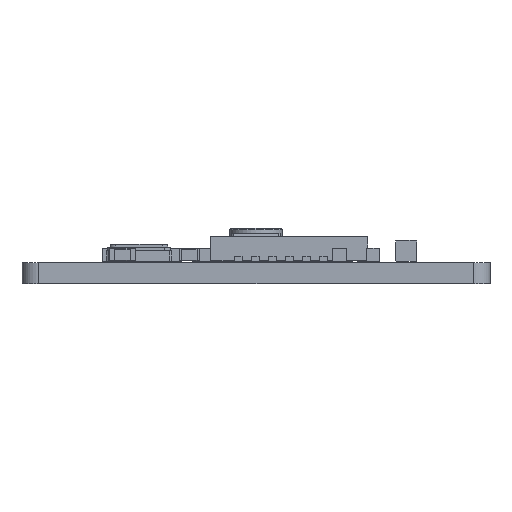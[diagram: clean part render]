
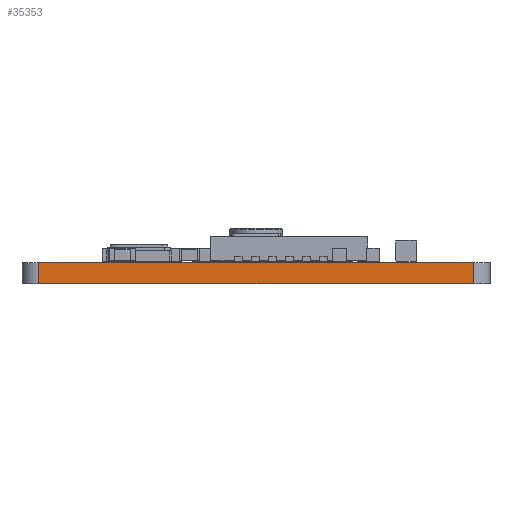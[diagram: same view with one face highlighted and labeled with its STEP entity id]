
A CAD part, left-side view. The second image highlights one B-rep face of the part: STEP entity #35353.
In plain terms, the highlighted planar face has unit normal (-1, 0, 0).
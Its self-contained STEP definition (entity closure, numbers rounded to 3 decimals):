
#35353 = ADVANCED_FACE('',(#35354),#35368,.F.);
#35354 = FACE_BOUND('',#35355,.F.);
#35355 = EDGE_LOOP('',(#35356,#35391,#35419,#35447));
#35356 = ORIENTED_EDGE('',*,*,#35357,.T.);
#35357 = EDGE_CURVE('',#35358,#35360,#35362,.T.);
#35358 = VERTEX_POINT('',#35359);
#35359 = CARTESIAN_POINT('',(-1.27,0.635,0.));
#35360 = VERTEX_POINT('',#35361);
#35361 = CARTESIAN_POINT('',(-1.27,0.635,0.8));
#35362 = SURFACE_CURVE('',#35363,(#35367,#35379),.PCURVE_S1.);
#35363 = LINE('',#35364,#35365);
#35364 = CARTESIAN_POINT('',(-1.27,0.635,0.));
#35365 = VECTOR('',#35366,1.);
#35366 = DIRECTION('',(0.,0.,1.));
#35367 = PCURVE('',#35368,#35373);
#35368 = PLANE('',#35369);
#35369 = AXIS2_PLACEMENT_3D('',#35370,#35371,#35372);
#35370 = CARTESIAN_POINT('',(-1.27,0.635,0.));
#35371 = DIRECTION('',(1.,0.,-0.));
#35372 = DIRECTION('',(0.,-1.,0.));
#35373 = DEFINITIONAL_REPRESENTATION('',(#35374),#35378);
#35374 = LINE('',#35375,#35376);
#35375 = CARTESIAN_POINT('',(0.,0.));
#35376 = VECTOR('',#35377,1.);
#35377 = DIRECTION('',(0.,-1.));
#35378 = ( GEOMETRIC_REPRESENTATION_CONTEXT(2) 
PARAMETRIC_REPRESENTATION_CONTEXT() REPRESENTATION_CONTEXT('2D SPACE',''
  ) );
#35379 = PCURVE('',#35380,#35385);
#35380 = CYLINDRICAL_SURFACE('',#35381,0.635);
#35381 = AXIS2_PLACEMENT_3D('',#35382,#35383,#35384);
#35382 = CARTESIAN_POINT('',(-0.635,0.635,0.));
#35383 = DIRECTION('',(-0.,-0.,-1.));
#35384 = DIRECTION('',(1.,0.,-0.));
#35385 = DEFINITIONAL_REPRESENTATION('',(#35386),#35390);
#35386 = LINE('',#35387,#35388);
#35387 = CARTESIAN_POINT('',(-3.142,0.));
#35388 = VECTOR('',#35389,1.);
#35389 = DIRECTION('',(-0.,-1.));
#35390 = ( GEOMETRIC_REPRESENTATION_CONTEXT(2) 
PARAMETRIC_REPRESENTATION_CONTEXT() REPRESENTATION_CONTEXT('2D SPACE',''
  ) );
#35391 = ORIENTED_EDGE('',*,*,#35392,.T.);
#35392 = EDGE_CURVE('',#35360,#35393,#35395,.T.);
#35393 = VERTEX_POINT('',#35394);
#35394 = CARTESIAN_POINT('',(-1.27,-15.875,0.8));
#35395 = SURFACE_CURVE('',#35396,(#35400,#35407),.PCURVE_S1.);
#35396 = LINE('',#35397,#35398);
#35397 = CARTESIAN_POINT('',(-1.27,0.635,0.8));
#35398 = VECTOR('',#35399,1.);
#35399 = DIRECTION('',(0.,-1.,0.));
#35400 = PCURVE('',#35368,#35401);
#35401 = DEFINITIONAL_REPRESENTATION('',(#35402),#35406);
#35402 = LINE('',#35403,#35404);
#35403 = CARTESIAN_POINT('',(0.,-0.8));
#35404 = VECTOR('',#35405,1.);
#35405 = DIRECTION('',(1.,0.));
#35406 = ( GEOMETRIC_REPRESENTATION_CONTEXT(2) 
PARAMETRIC_REPRESENTATION_CONTEXT() REPRESENTATION_CONTEXT('2D SPACE',''
  ) );
#35407 = PCURVE('',#35408,#35413);
#35408 = PLANE('',#35409);
#35409 = AXIS2_PLACEMENT_3D('',#35410,#35411,#35412);
#35410 = CARTESIAN_POINT('',(13.97,-7.62,0.8));
#35411 = DIRECTION('',(0.,0.,1.));
#35412 = DIRECTION('',(1.,0.,-0.));
#35413 = DEFINITIONAL_REPRESENTATION('',(#35414),#35418);
#35414 = LINE('',#35415,#35416);
#35415 = CARTESIAN_POINT('',(-15.24,8.255));
#35416 = VECTOR('',#35417,1.);
#35417 = DIRECTION('',(0.,-1.));
#35418 = ( GEOMETRIC_REPRESENTATION_CONTEXT(2) 
PARAMETRIC_REPRESENTATION_CONTEXT() REPRESENTATION_CONTEXT('2D SPACE',''
  ) );
#35419 = ORIENTED_EDGE('',*,*,#35420,.F.);
#35420 = EDGE_CURVE('',#35421,#35393,#35423,.T.);
#35421 = VERTEX_POINT('',#35422);
#35422 = CARTESIAN_POINT('',(-1.27,-15.875,0.));
#35423 = SURFACE_CURVE('',#35424,(#35428,#35435),.PCURVE_S1.);
#35424 = LINE('',#35425,#35426);
#35425 = CARTESIAN_POINT('',(-1.27,-15.875,0.));
#35426 = VECTOR('',#35427,1.);
#35427 = DIRECTION('',(0.,0.,1.));
#35428 = PCURVE('',#35368,#35429);
#35429 = DEFINITIONAL_REPRESENTATION('',(#35430),#35434);
#35430 = LINE('',#35431,#35432);
#35431 = CARTESIAN_POINT('',(16.51,0.));
#35432 = VECTOR('',#35433,1.);
#35433 = DIRECTION('',(0.,-1.));
#35434 = ( GEOMETRIC_REPRESENTATION_CONTEXT(2) 
PARAMETRIC_REPRESENTATION_CONTEXT() REPRESENTATION_CONTEXT('2D SPACE',''
  ) );
#35435 = PCURVE('',#35436,#35441);
#35436 = CYLINDRICAL_SURFACE('',#35437,0.635);
#35437 = AXIS2_PLACEMENT_3D('',#35438,#35439,#35440);
#35438 = CARTESIAN_POINT('',(-0.635,-15.875,0.));
#35439 = DIRECTION('',(-0.,-0.,-1.));
#35440 = DIRECTION('',(1.,0.,-0.));
#35441 = DEFINITIONAL_REPRESENTATION('',(#35442),#35446);
#35442 = LINE('',#35443,#35444);
#35443 = CARTESIAN_POINT('',(-3.142,0.));
#35444 = VECTOR('',#35445,1.);
#35445 = DIRECTION('',(-0.,-1.));
#35446 = ( GEOMETRIC_REPRESENTATION_CONTEXT(2) 
PARAMETRIC_REPRESENTATION_CONTEXT() REPRESENTATION_CONTEXT('2D SPACE',''
  ) );
#35447 = ORIENTED_EDGE('',*,*,#35448,.F.);
#35448 = EDGE_CURVE('',#35358,#35421,#35449,.T.);
#35449 = SURFACE_CURVE('',#35450,(#35454,#35461),.PCURVE_S1.);
#35450 = LINE('',#35451,#35452);
#35451 = CARTESIAN_POINT('',(-1.27,0.635,0.));
#35452 = VECTOR('',#35453,1.);
#35453 = DIRECTION('',(0.,-1.,0.));
#35454 = PCURVE('',#35368,#35455);
#35455 = DEFINITIONAL_REPRESENTATION('',(#35456),#35460);
#35456 = LINE('',#35457,#35458);
#35457 = CARTESIAN_POINT('',(0.,0.));
#35458 = VECTOR('',#35459,1.);
#35459 = DIRECTION('',(1.,0.));
#35460 = ( GEOMETRIC_REPRESENTATION_CONTEXT(2) 
PARAMETRIC_REPRESENTATION_CONTEXT() REPRESENTATION_CONTEXT('2D SPACE',''
  ) );
#35461 = PCURVE('',#35462,#35467);
#35462 = PLANE('',#35463);
#35463 = AXIS2_PLACEMENT_3D('',#35464,#35465,#35466);
#35464 = CARTESIAN_POINT('',(13.97,-7.62,0.));
#35465 = DIRECTION('',(0.,0.,1.));
#35466 = DIRECTION('',(1.,0.,-0.));
#35467 = DEFINITIONAL_REPRESENTATION('',(#35468),#35472);
#35468 = LINE('',#35469,#35470);
#35469 = CARTESIAN_POINT('',(-15.24,8.255));
#35470 = VECTOR('',#35471,1.);
#35471 = DIRECTION('',(0.,-1.));
#35472 = ( GEOMETRIC_REPRESENTATION_CONTEXT(2) 
PARAMETRIC_REPRESENTATION_CONTEXT() REPRESENTATION_CONTEXT('2D SPACE',''
  ) );
